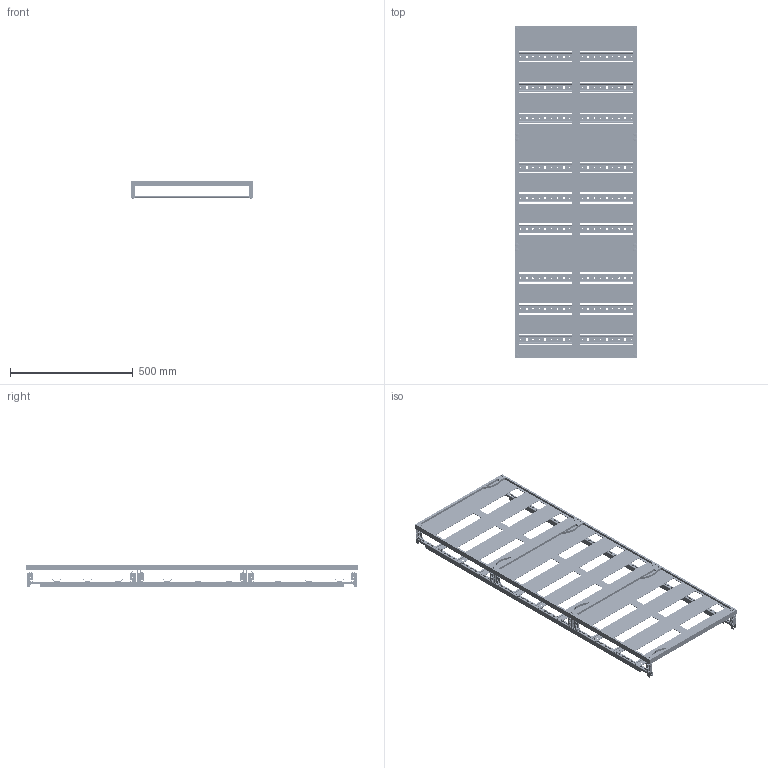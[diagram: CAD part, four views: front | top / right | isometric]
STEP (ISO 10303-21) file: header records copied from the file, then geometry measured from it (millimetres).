
FILE_DESCRIPTION(('STEP AP214'),'1');
FILE_NAME('cctmp_B81D73A9-0BC4-419C-BEC4-1502518D6AF5_2023_07_22_14_49_50_0070..stp','2023-07-22T12:49:55',('SIEMENS A&D'),('CADClick - www.CADClick.com'),'Spatial InterOp 3D postprocessed',' ','unknown authorization');
FILE_SCHEMA(('AUTOMOTIVE_DESIGN'));
Length unit declared in the file: millimetre
Products named in the file (57): cc_unnamed; 2023_07_22_14_49_49_0887; 2023_07_22_14_49_49_0883; 2023_07_22_14_49_49_0879; 2023_07_22_14_49_49_0876; 2023_07_22_14_49_49_0872; 2023_07_22_14_49_49_0868; 2023_07_22_14_49_49_0864; 2023_07_22_14_49_49_0860; 2023_07_22_14_49_49_0856; 2023_07_22_14_49_49_0852; 2023_07_22_14_49_49_0848; 2023_07_22_14_49_49_0844; 2023_07_22_14_49_49_0840; 2023_07_22_14_49_49_0836; 2023_07_22_14_49_49_0832; 2023_07_22_14_49_49_0828; 2023_07_22_14_49_49_0824; 2023_07_22_14_49_49_0820; 2023_07_22_14_49_49_0816; 2023_07_22_14_49_49_0812; 2023_07_22_14_49_49_0808; 2023_07_22_14_49_49_0804; 2023_07_22_14_49_49_0800; 2023_07_22_14_49_49_0796; 2023_07_22_14_49_49_0792; 2023_07_22_14_49_49_0788; 2023_07_22_14_49_49_0784; 2023_07_22_14_49_49_0780; 2023_07_22_14_49_49_0776; 2023_07_22_14_49_49_0772; 2023_07_22_14_49_49_0768; 2023_07_22_14_49_49_0764; 2023_07_22_14_49_49_0760; 2023_07_22_14_49_49_0756; 2023_07_22_14_49_49_0752; 2023_07_22_14_49_49_0748; 2023_07_22_14_49_49_0744; 2023_07_22_14_49_49_0740; 2023_07_22_14_49_49_0736 ...
Assembly tree (56 placements, depth 2):
  cc_unnamed
    2023_07_22_14_49_49_0887
    2023_07_22_14_49_49_0883
    2023_07_22_14_49_49_0879
    2023_07_22_14_49_49_0876
    2023_07_22_14_49_49_0872
    2023_07_22_14_49_49_0868
    2023_07_22_14_49_49_0864
    2023_07_22_14_49_49_0860
    2023_07_22_14_49_49_0856
    2023_07_22_14_49_49_0852
    2023_07_22_14_49_49_0848
    2023_07_22_14_49_49_0844
    2023_07_22_14_49_49_0840
    2023_07_22_14_49_49_0836
    2023_07_22_14_49_49_0832
    2023_07_22_14_49_49_0828
    2023_07_22_14_49_49_0824
    2023_07_22_14_49_49_0820
    2023_07_22_14_49_49_0816
    2023_07_22_14_49_49_0812
    2023_07_22_14_49_49_0808
    2023_07_22_14_49_49_0804
    2023_07_22_14_49_49_0800
    2023_07_22_14_49_49_0796
    2023_07_22_14_49_49_0792
    2023_07_22_14_49_49_0788
    2023_07_22_14_49_49_0784
    2023_07_22_14_49_49_0780
    2023_07_22_14_49_49_0776
    2023_07_22_14_49_49_0772
    2023_07_22_14_49_49_0768
    2023_07_22_14_49_49_0764
    2023_07_22_14_49_49_0760
    2023_07_22_14_49_49_0756
    2023_07_22_14_49_49_0752
    2023_07_22_14_49_49_0748
    2023_07_22_14_49_49_0744
    2023_07_22_14_49_49_0740
    2023_07_22_14_49_49_0736
    2023_07_22_14_49_49_0732
    2023_07_22_14_49_49_0728
    2023_07_22_14_49_49_0724
    2023_07_22_14_49_49_0720
    2023_07_22_14_49_49_0716
    2023_07_22_14_49_49_0712
    2023_07_22_14_49_49_0708
    2023_07_22_14_49_49_0704
    2023_07_22_14_49_49_0700
    2023_07_22_14_49_49_0696
    2023_07_22_14_49_49_0692
    2023_07_22_14_49_49_0688
    2023_07_22_14_49_49_0684
    2023_07_22_14_49_49_0681
    2023_07_22_14_49_49_0677
    2023_07_22_14_49_49_0673
    2023_07_22_14_49_49_0669
Bounding box: 500 x 1350.03 x 92.79 mm (x, y, z)
Volume: 2200104.3 mm3; surface area: 2164676 mm2
Topology: 56 solids, 56 shells, 5790 faces, 16350 edges, 10738 vertices
Faces by surface type: plane 3520, cylinder 2162, torus 48, sphere 36, cone 24
Entity records: 210887 total; most frequent: CARTESIAN_POINT 35227, DIRECTION 33166, ORIENTED_EDGE 32796, EDGE_CURVE 16398, AXIS2_PLACEMENT_3D 11149, LINE 10868, VECTOR 10868, VERTEX_POINT 10786
